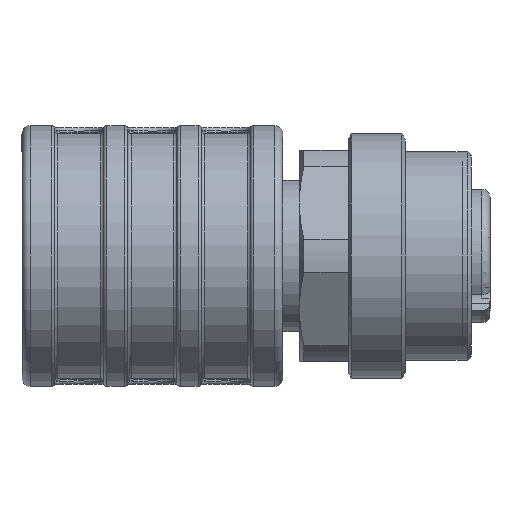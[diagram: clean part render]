
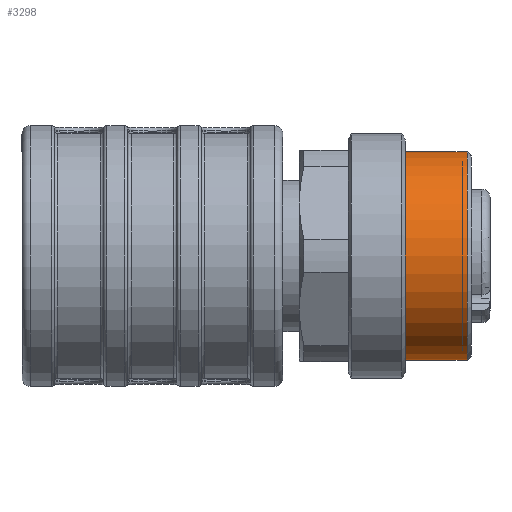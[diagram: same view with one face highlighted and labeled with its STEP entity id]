
A CAD part, left-side view. The second image highlights one B-rep face of the part: STEP entity #3298.
In plain terms, the highlighted cylindrical face has radius 6.4 mm (diameter 12.8 mm), a full revolution.
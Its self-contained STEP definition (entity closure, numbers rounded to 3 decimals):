
#3298=ADVANCED_FACE('',(#3680,#3681),#3515,.T.);
#3515=CYLINDRICAL_SURFACE('',#10887,6.4);
#3680=FACE_BOUND('',#4363,.T.);
#3681=FACE_BOUND('',#4364,.T.);
#4363=EDGE_LOOP('',(#7121));
#4364=EDGE_LOOP('',(#7122));
#7121=ORIENTED_EDGE('',*,*,#9517,.T.);
#7122=ORIENTED_EDGE('',*,*,#9518,.T.);
#8118=VERTEX_POINT('',#19284);
#8119=VERTEX_POINT('',#19287);
#9517=EDGE_CURVE('',#8118,#8118,#9988,.T.);
#9518=EDGE_CURVE('',#8119,#8119,#9989,.T.);
#9988=CIRCLE('',#10884,6.4);
#9989=CIRCLE('',#10886,6.4);
#10884=AXIS2_PLACEMENT_3D('',#19283,#13328,#13329);
#10886=AXIS2_PLACEMENT_3D('',#19286,#13332,#13333);
#10887=AXIS2_PLACEMENT_3D('',#19288,#13334,#13335);
#13328=DIRECTION('',(0.,1.,0.));
#13329=DIRECTION('',(1.,0.,0.));
#13332=DIRECTION('',(0.,-1.,0.));
#13333=DIRECTION('',(0.,0.,-1.));
#13334=DIRECTION('',(0.,-1.,0.));
#13335=DIRECTION('',(0.,0.,-1.));
#19283=CARTESIAN_POINT('',(37.901,-19.3,0.));
#19284=CARTESIAN_POINT('',(44.301,-19.3,0.));
#19286=CARTESIAN_POINT('',(37.901,-15.5,0.));
#19287=CARTESIAN_POINT('',(37.901,-15.5,-6.4));
#19288=CARTESIAN_POINT('',(37.901,-19.5,0.));
